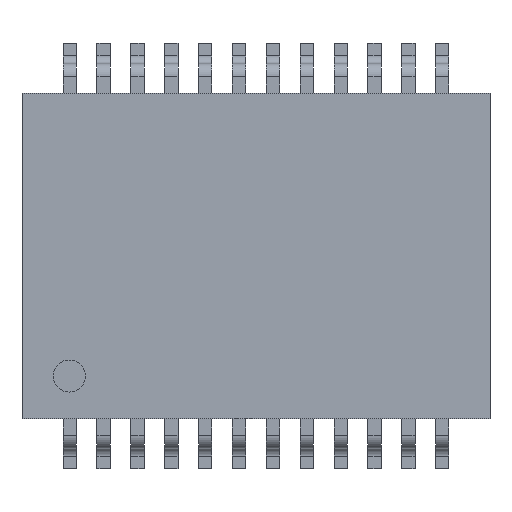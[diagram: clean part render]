
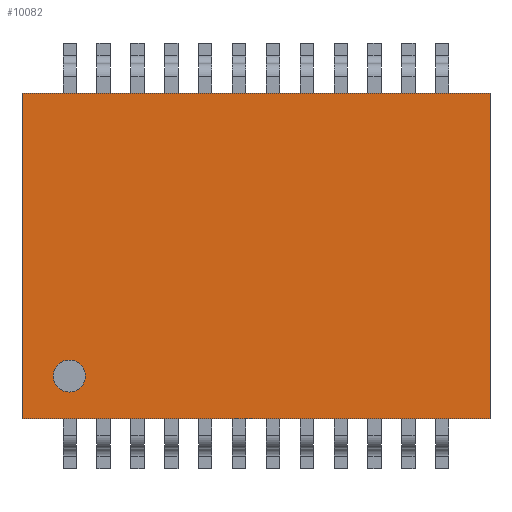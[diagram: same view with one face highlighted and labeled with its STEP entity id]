
A CAD part, front view. The second image highlights one B-rep face of the part: STEP entity #10082.
In plain terms, the highlighted planar face has unit normal (0, -1, 0).
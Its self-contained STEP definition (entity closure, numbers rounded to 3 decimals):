
#1=DIRECTION('',(1.,0.,0.));
#2=VECTOR('',#1,17.55);
#3=CARTESIAN_POINT('',(-8.775,0.,6.1));
#4=LINE('',#3,#2);
#5=DIRECTION('',(0.,0.,-1.));
#6=VECTOR('',#5,12.2);
#7=CARTESIAN_POINT('',(8.775,0.,6.1));
#8=LINE('',#7,#6);
#9=DIRECTION('',(-1.,0.,0.));
#10=VECTOR('',#9,17.55);
#11=CARTESIAN_POINT('',(8.775,0.,-6.1));
#12=LINE('',#11,#10);
#13=DIRECTION('',(0.,0.,1.));
#14=VECTOR('',#13,12.2);
#15=CARTESIAN_POINT('',(-8.775,0.,-6.1));
#16=LINE('',#15,#14);
#17=CARTESIAN_POINT('',(-7.,0.,-4.5));
#18=DIRECTION('',(0.,-1.,0.));
#19=DIRECTION('',(1.,0.,0.));
#20=AXIS2_PLACEMENT_3D('',#17,#18,#19);
#22=CARTESIAN_POINT('',(-7.,0.,-4.5));
#23=DIRECTION('',(0.,-1.,0.));
#24=DIRECTION('',(-1.,0.,0.));
#25=AXIS2_PLACEMENT_3D('',#22,#23,#24);
#7669=CARTESIAN_POINT('',(-8.775,0.,6.1));
#7670=CARTESIAN_POINT('',(8.775,0.,6.1));
#7671=VERTEX_POINT('',#7669);
#7672=VERTEX_POINT('',#7670);
#7673=CARTESIAN_POINT('',(8.775,0.,-6.1));
#7674=VERTEX_POINT('',#7673);
#7675=CARTESIAN_POINT('',(-8.775,0.,-6.1));
#7676=VERTEX_POINT('',#7675);
#10057=CARTESIAN_POINT('',(-6.4,0.,-4.5));
#10058=CARTESIAN_POINT('',(-7.6,0.,-4.5));
#10059=VERTEX_POINT('',#10057);
#10060=VERTEX_POINT('',#10058);
#10061=CARTESIAN_POINT('',(0.,0.,0.));
#10062=DIRECTION('',(0.,1.,0.));
#10063=DIRECTION('',(1.,0.,0.));
#10064=AXIS2_PLACEMENT_3D('',#10061,#10062,#10063);
#10065=PLANE('',#10064);
#10067=ORIENTED_EDGE('',*,*,#10066,.T.);
#10069=ORIENTED_EDGE('',*,*,#10068,.T.);
#10071=ORIENTED_EDGE('',*,*,#10070,.T.);
#10073=ORIENTED_EDGE('',*,*,#10072,.T.);
#10074=EDGE_LOOP('',(#10067,#10069,#10071,#10073));
#10075=FACE_OUTER_BOUND('',#10074,.F.);
#10077=ORIENTED_EDGE('',*,*,#10076,.T.);
#10079=ORIENTED_EDGE('',*,*,#10078,.T.);
#10080=EDGE_LOOP('',(#10077,#10079));
#10081=FACE_BOUND('',#10080,.F.);
#10082=ADVANCED_FACE('',(#10075,#10081),#10065,.F.);
#21=CIRCLE('',#20,0.6);
#26=CIRCLE('',#25,0.6);
#10066=EDGE_CURVE('',#7671,#7672,#4,.T.);
#10068=EDGE_CURVE('',#7672,#7674,#8,.T.);
#10070=EDGE_CURVE('',#7674,#7676,#12,.T.);
#10072=EDGE_CURVE('',#7676,#7671,#16,.T.);
#10076=EDGE_CURVE('',#10059,#10060,#21,.T.);
#10078=EDGE_CURVE('',#10060,#10059,#26,.T.);
